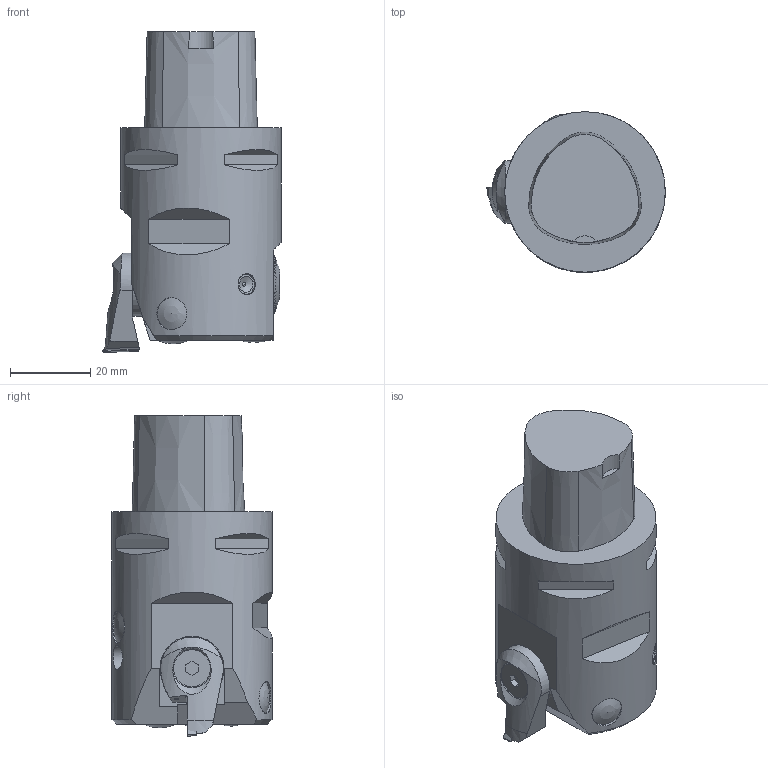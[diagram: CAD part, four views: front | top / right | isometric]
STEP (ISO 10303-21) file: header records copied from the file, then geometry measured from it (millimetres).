
FILE_DESCRIPTION(/* description */ ('3-D model version:1'),/* implementation_level */ '2;1');
FILE_NAME(/* name */ '826-49TC09-C4HP',/* time_stamp */ '2015-08-19T10:32:59+02:00',/* author */ ('InteractiveCad'),/* organization */ ('AB Sandvik Coromant'),/* preprocessor_version */ 'ST-DEVELOPER v15',/* originating_system */ 'SIEMENS PLM Software NX 8.5',/* authorisation */ '');
FILE_SCHEMA (('CONFIG_CONTROL_DESIGN'));
Length unit declared in the file: millimetre
Products named in the file (3): R826B_BF17STUC09HP_SIM; C4_R826B_AADB039HP_SIM; 826_49TC09_C4HP_SIM
Assembly tree (2 placements, depth 2):
  826_49TC09_C4HP_SIM
    C4_R826B_AADB039HP_SIM
    R826B_BF17STUC09HP_SIM
Bounding box: 44.5 x 40 x 80 mm (x, y, z)
Volume: 1468.8 mm3; surface area: 12827.9 mm2
Topology: 8 solids, 9 shells, 420 faces, 1182 edges, 786 vertices
Faces by surface type: plane 294, cone 75, cylinder 32, sphere 13, extrusion 3, torus 2, bspline 1
Full cylindrical faces by diameter (mm): 1 x2, 2 x1, 2.5 x1, 3.1 x1, 3.6 x1, 5 x1, 5.015 x3, 5.25 x1, 6 x1, 6.1 x1, 7.54 x1, 8.015 x1, 8.018 x1, 9.2 x1, 40 x1
Entity records: 13876 total; most frequent: CARTESIAN_POINT 3532, ORIENTED_EDGE 2188, DIRECTION 1880, EDGE_CURVE 1094, VERTEX_POINT 745, AXIS2_PLACEMENT_3D 653, VECTOR 574, LINE 571
